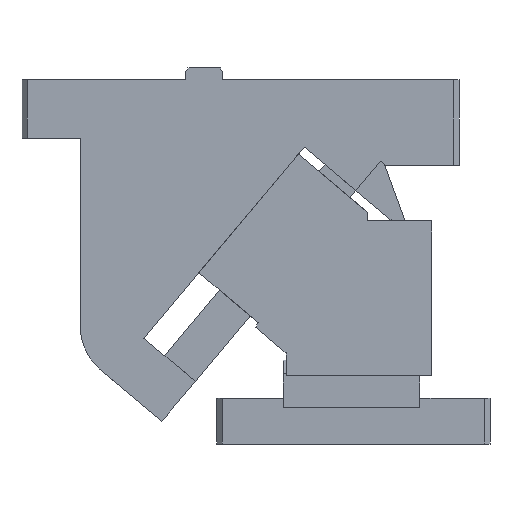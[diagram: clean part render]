
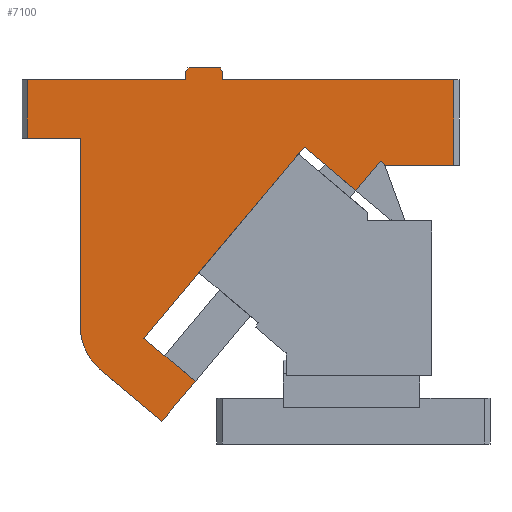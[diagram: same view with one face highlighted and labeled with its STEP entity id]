
A CAD part, front view. The second image highlights one B-rep face of the part: STEP entity #7100.
In plain terms, the highlighted planar face has unit normal (0, -1, 0).
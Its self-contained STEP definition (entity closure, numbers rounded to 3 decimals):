
#4175=CARTESIAN_POINT('Line Origine',(-60.5,0.,200.)) ;
#4179=CARTESIAN_POINT('Vertex',(-104.,0.,200.)) ;
#4181=CARTESIAN_POINT('Vertex',(-17.,0.,200.)) ;
#4642=CARTESIAN_POINT('Vertex',(-104.,0.,168.)) ;
#4670=CARTESIAN_POINT('Vertex',(-75.,0.,168.)) ;
#4673=CARTESIAN_POINT('Line Origine',(-89.5,0.,168.)) ;
#5037=CARTESIAN_POINT('Line Origine',(-104.,0.,184.)) ;
#5078=CARTESIAN_POINT('Line Origine',(-17.,0.,202.25)) ;
#5082=CARTESIAN_POINT('Vertex',(-17.,0.,204.5)) ;
#5108=CARTESIAN_POINT('Vertex',(-15.845,0.,206.5)) ;
#5116=CARTESIAN_POINT('Line Origine',(-16.423,0.,205.5)) ;
#5133=CARTESIAN_POINT('Line Origine',(-7.,0.,206.5)) ;
#5137=CARTESIAN_POINT('Vertex',(1.845,0.,206.5)) ;
#5164=CARTESIAN_POINT('Line Origine',(2.423,0.,205.5)) ;
#5168=CARTESIAN_POINT('Vertex',(3.,0.,204.5)) ;
#5195=CARTESIAN_POINT('Line Origine',(3.,0.,202.25)) ;
#5199=CARTESIAN_POINT('Vertex',(3.,0.,200.)) ;
#6233=CARTESIAN_POINT('Line Origine',(66.5,0.,200.)) ;
#6237=CARTESIAN_POINT('Vertex',(130.,0.,200.)) ;
#6279=CARTESIAN_POINT('Line Origine',(130.,0.,184.)) ;
#6283=CARTESIAN_POINT('Vertex',(130.,0.,168.)) ;
#6286=CARTESIAN_POINT('Line Origine',(130.,0.,160.5)) ;
#6290=CARTESIAN_POINT('Vertex',(130.,0.,153.)) ;
#6312=CARTESIAN_POINT('Line Origine',(97.307,0.,153.)) ;
#6316=CARTESIAN_POINT('Vertex',(102.,0.,153.)) ;
#6318=CARTESIAN_POINT('Vertex',(92.614,0.,153.)) ;
#6340=CARTESIAN_POINT('Line Origine',(116.,0.,153.)) ;
#6481=CARTESIAN_POINT('Line Origine',(92.331,0.,153.238)) ;
#6485=CARTESIAN_POINT('Vertex',(92.048,0.,153.475)) ;
#6488=CARTESIAN_POINT('Line Origine',(90.899,0.,154.439)) ;
#6492=CARTESIAN_POINT('Vertex',(89.75,0.,155.404)) ;
#6755=CARTESIAN_POINT('Vertex',(-64.284,0.,41.194)) ;
#6758=CARTESIAN_POINT('Axis2P3D Location',(-45.,0.,64.176)) ;
#6762=CARTESIAN_POINT('Vertex',(-75.,0.,64.176)) ;
#6798=CARTESIAN_POINT('Vertex',(-30.13,0.,12.536)) ;
#6801=CARTESIAN_POINT('Line Origine',(-47.207,0.,26.865)) ;
#6915=CARTESIAN_POINT('Vertex',(-11.811,0.,34.369)) ;
#6918=CARTESIAN_POINT('Line Origine',(-20.97,0.,23.452)) ;
#6956=CARTESIAN_POINT('Vertex',(47.908,0.,163.1)) ;
#6959=CARTESIAN_POINT('Line Origine',(3.877,0.,110.626)) ;
#6963=CARTESIAN_POINT('Vertex',(-40.154,0.,58.152)) ;
#7029=CARTESIAN_POINT('Line Origine',(-75.,0.,116.088)) ;
#7053=CARTESIAN_POINT('Axis2P3D Location',(-73.062,0.,180.942)) ;
#7058=CARTESIAN_POINT('Line Origine',(-25.983,0.,46.26)) ;
#7063=CARTESIAN_POINT('Line Origine',(62.079,0.,151.208)) ;
#7067=CARTESIAN_POINT('Vertex',(76.251,0.,139.317)) ;
#7070=CARTESIAN_POINT('Line Origine',(83.,0.,147.36)) ;
#4176=DIRECTION('Vector Direction',(1.,0.,0.)) ;
#4674=DIRECTION('Vector Direction',(1.,0.,0.)) ;
#5038=DIRECTION('Vector Direction',(0.,0.,1.)) ;
#5079=DIRECTION('Vector Direction',(0.,0.,1.)) ;
#5117=DIRECTION('Vector Direction',(0.5,0.,0.866)) ;
#5134=DIRECTION('Vector Direction',(-1.,0.,0.)) ;
#5165=DIRECTION('Vector Direction',(-0.5,0.,0.866)) ;
#5196=DIRECTION('Vector Direction',(0.,0.,1.)) ;
#6234=DIRECTION('Vector Direction',(1.,0.,0.)) ;
#6280=DIRECTION('Vector Direction',(0.,0.,-1.)) ;
#6287=DIRECTION('Vector Direction',(0.,0.,-1.)) ;
#6313=DIRECTION('Vector Direction',(-1.,0.,0.)) ;
#6341=DIRECTION('Vector Direction',(1.,0.,0.)) ;
#6482=DIRECTION('Vector Direction',(-0.766,0.,0.643)) ;
#6489=DIRECTION('Vector Direction',(0.766,0.,-0.643)) ;
#6759=DIRECTION('Axis2P3D Direction',(0.,1.,0.)) ;
#6802=DIRECTION('Vector Direction',(-0.766,0.,0.643)) ;
#6919=DIRECTION('Vector Direction',(-0.643,0.,-0.766)) ;
#6960=DIRECTION('Vector Direction',(-0.643,0.,-0.766)) ;
#7030=DIRECTION('Vector Direction',(0.,0.,-1.)) ;
#7054=DIRECTION('Axis2P3D Direction',(0.,-1.,0.)) ;
#7055=DIRECTION('Axis2P3D XDirection',(1.,0.,0.)) ;
#7059=DIRECTION('Vector Direction',(0.766,0.,-0.643)) ;
#7064=DIRECTION('Vector Direction',(-0.766,0.,0.643)) ;
#7071=DIRECTION('Vector Direction',(0.643,0.,0.766)) ;
#6760=AXIS2_PLACEMENT_3D('Circle Axis2P3D',#6758,#6759,$) ;
#7056=AXIS2_PLACEMENT_3D('Plane Axis2P3D',#7053,#7054,#7055) ;
#7076=ORIENTED_EDGE('',*,*,#5084,.F.) ;
#7077=ORIENTED_EDGE('',*,*,#4183,.F.) ;
#7078=ORIENTED_EDGE('',*,*,#5041,.F.) ;
#7079=ORIENTED_EDGE('',*,*,#4677,.T.) ;
#7080=ORIENTED_EDGE('',*,*,#7033,.T.) ;
#7081=ORIENTED_EDGE('',*,*,#6764,.F.) ;
#7082=ORIENTED_EDGE('',*,*,#6805,.F.) ;
#7083=ORIENTED_EDGE('',*,*,#6922,.F.) ;
#7084=ORIENTED_EDGE('',*,*,#7062,.F.) ;
#7085=ORIENTED_EDGE('',*,*,#6965,.F.) ;
#7086=ORIENTED_EDGE('',*,*,#7069,.F.) ;
#7087=ORIENTED_EDGE('',*,*,#7074,.T.) ;
#7088=ORIENTED_EDGE('',*,*,#6494,.T.) ;
#7089=ORIENTED_EDGE('',*,*,#6487,.F.) ;
#7090=ORIENTED_EDGE('',*,*,#6320,.F.) ;
#7091=ORIENTED_EDGE('',*,*,#6344,.T.) ;
#7092=ORIENTED_EDGE('',*,*,#6292,.F.) ;
#7093=ORIENTED_EDGE('',*,*,#6285,.F.) ;
#7094=ORIENTED_EDGE('',*,*,#6239,.F.) ;
#7095=ORIENTED_EDGE('',*,*,#5201,.T.) ;
#7096=ORIENTED_EDGE('',*,*,#5170,.F.) ;
#7097=ORIENTED_EDGE('',*,*,#5139,.F.) ;
#7098=ORIENTED_EDGE('',*,*,#5120,.F.) ;
#4177=VECTOR('Line Direction',#4176,1.) ;
#4675=VECTOR('Line Direction',#4674,1.) ;
#5039=VECTOR('Line Direction',#5038,1.) ;
#5080=VECTOR('Line Direction',#5079,1.) ;
#5118=VECTOR('Line Direction',#5117,1.) ;
#5135=VECTOR('Line Direction',#5134,1.) ;
#5166=VECTOR('Line Direction',#5165,1.) ;
#5197=VECTOR('Line Direction',#5196,1.) ;
#6235=VECTOR('Line Direction',#6234,1.) ;
#6281=VECTOR('Line Direction',#6280,1.) ;
#6288=VECTOR('Line Direction',#6287,1.) ;
#6314=VECTOR('Line Direction',#6313,1.) ;
#6342=VECTOR('Line Direction',#6341,1.) ;
#6483=VECTOR('Line Direction',#6482,1.) ;
#6490=VECTOR('Line Direction',#6489,1.) ;
#6803=VECTOR('Line Direction',#6802,1.) ;
#6920=VECTOR('Line Direction',#6919,1.) ;
#6961=VECTOR('Line Direction',#6960,1.) ;
#7031=VECTOR('Line Direction',#7030,1.) ;
#7060=VECTOR('Line Direction',#7059,1.) ;
#7065=VECTOR('Line Direction',#7064,1.) ;
#7072=VECTOR('Line Direction',#7071,1.) ;
#7100=ADVANCED_FACE('CAM HOLDER',(#7099),#7057,.T.) ;
#6761=CIRCLE('generated circle',#6760,30.) ;
#4183=EDGE_CURVE('',#4180,#4182,#4178,.T.) ;
#4677=EDGE_CURVE('',#4643,#4671,#4676,.T.) ;
#5041=EDGE_CURVE('',#4643,#4180,#5040,.T.) ;
#5084=EDGE_CURVE('',#4182,#5083,#5081,.T.) ;
#5120=EDGE_CURVE('',#5083,#5109,#5119,.T.) ;
#5139=EDGE_CURVE('',#5109,#5138,#5136,.F.) ;
#5170=EDGE_CURVE('',#5138,#5169,#5167,.F.) ;
#5201=EDGE_CURVE('',#5200,#5169,#5198,.T.) ;
#6239=EDGE_CURVE('',#5200,#6238,#6236,.T.) ;
#6285=EDGE_CURVE('',#6238,#6284,#6282,.T.) ;
#6292=EDGE_CURVE('',#6284,#6291,#6289,.T.) ;
#6320=EDGE_CURVE('',#6317,#6319,#6315,.T.) ;
#6344=EDGE_CURVE('',#6317,#6291,#6343,.T.) ;
#6487=EDGE_CURVE('',#6319,#6486,#6484,.T.) ;
#6494=EDGE_CURVE('',#6493,#6486,#6491,.T.) ;
#6764=EDGE_CURVE('',#6756,#6763,#6761,.T.) ;
#6805=EDGE_CURVE('',#6799,#6756,#6804,.T.) ;
#6922=EDGE_CURVE('',#6916,#6799,#6921,.T.) ;
#6965=EDGE_CURVE('',#6957,#6964,#6962,.T.) ;
#7033=EDGE_CURVE('',#4671,#6763,#7032,.T.) ;
#7062=EDGE_CURVE('',#6964,#6916,#7061,.T.) ;
#7069=EDGE_CURVE('',#7068,#6957,#7066,.T.) ;
#7074=EDGE_CURVE('',#7068,#6493,#7073,.T.) ;
#7075=EDGE_LOOP('',(#7076,#7077,#7078,#7079,#7080,#7081,#7082,#7083,#7084,#7085,#7086,#7087,#7088,#7089,#7090,#7091,#7092,#7093,#7094,#7095,#7096,#7097,#7098)) ;
#7099=FACE_OUTER_BOUND('',#7075,.T.) ;
#4178=LINE('Line',#4175,#4177) ;
#4676=LINE('Line',#4673,#4675) ;
#5040=LINE('Line',#5037,#5039) ;
#5081=LINE('Line',#5078,#5080) ;
#5119=LINE('Line',#5116,#5118) ;
#5136=LINE('Line',#5133,#5135) ;
#5167=LINE('Line',#5164,#5166) ;
#5198=LINE('Line',#5195,#5197) ;
#6236=LINE('Line',#6233,#6235) ;
#6282=LINE('Line',#6279,#6281) ;
#6289=LINE('Line',#6286,#6288) ;
#6315=LINE('Line',#6312,#6314) ;
#6343=LINE('Line',#6340,#6342) ;
#6484=LINE('Line',#6481,#6483) ;
#6491=LINE('Line',#6488,#6490) ;
#6804=LINE('Line',#6801,#6803) ;
#6921=LINE('Line',#6918,#6920) ;
#6962=LINE('Line',#6959,#6961) ;
#7032=LINE('Line',#7029,#7031) ;
#7061=LINE('Line',#7058,#7060) ;
#7066=LINE('Line',#7063,#7065) ;
#7073=LINE('Line',#7070,#7072) ;
#7057=PLANE('Plane',#7056) ;
#4180=VERTEX_POINT('',#4179) ;
#4182=VERTEX_POINT('',#4181) ;
#4643=VERTEX_POINT('',#4642) ;
#4671=VERTEX_POINT('',#4670) ;
#5083=VERTEX_POINT('',#5082) ;
#5109=VERTEX_POINT('',#5108) ;
#5138=VERTEX_POINT('',#5137) ;
#5169=VERTEX_POINT('',#5168) ;
#5200=VERTEX_POINT('',#5199) ;
#6238=VERTEX_POINT('',#6237) ;
#6284=VERTEX_POINT('',#6283) ;
#6291=VERTEX_POINT('',#6290) ;
#6317=VERTEX_POINT('',#6316) ;
#6319=VERTEX_POINT('',#6318) ;
#6486=VERTEX_POINT('',#6485) ;
#6493=VERTEX_POINT('',#6492) ;
#6756=VERTEX_POINT('',#6755) ;
#6763=VERTEX_POINT('',#6762) ;
#6799=VERTEX_POINT('',#6798) ;
#6916=VERTEX_POINT('',#6915) ;
#6957=VERTEX_POINT('',#6956) ;
#6964=VERTEX_POINT('',#6963) ;
#7068=VERTEX_POINT('',#7067) ;
